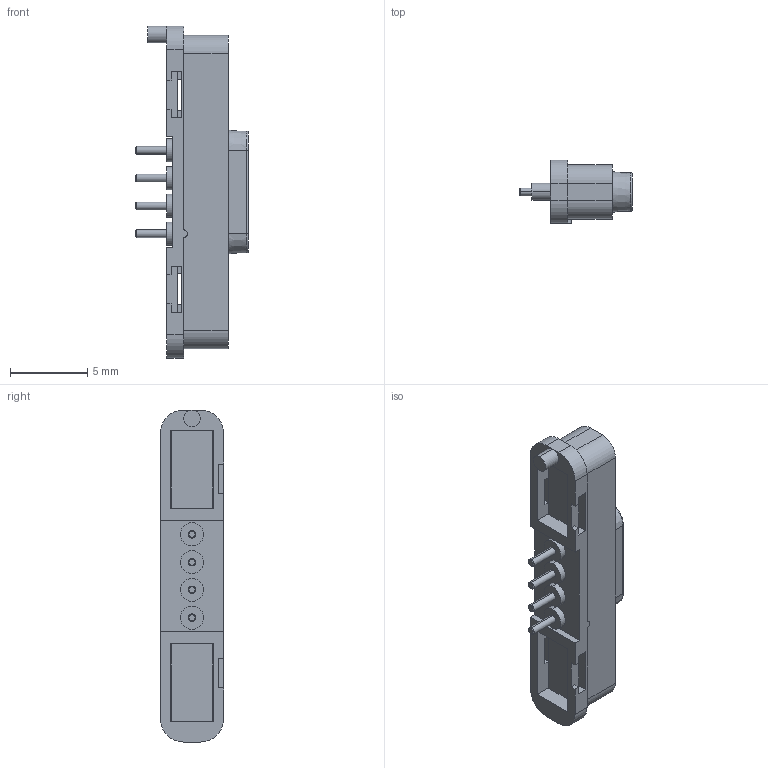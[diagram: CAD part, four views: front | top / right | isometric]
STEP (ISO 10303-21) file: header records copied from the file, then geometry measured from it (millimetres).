
FILE_DESCRIPTION (( 'STEP AP203' ), '1' );
FILE_NAME ('685-L0421250110.STEP', '2023-02-02T10:17:37', ( '' ), ( '' ), 'SwSTEP 2.0', 'SolidWorks 2020', '' );
FILE_SCHEMA (( 'CONFIG_CONTROL_DESIGN' ));
Length unit declared in the file: millimetre
Products named in the file (1): 685-L0421250110
Bounding box: 7.3 x 4.1 x 21.5 mm (x, y, z)
Volume: 275.3 mm3; surface area: 549.6 mm2
Topology: 1 solids, 7 shells, 310 faces, 779 edges, 516 vertices
Faces by surface type: plane 203, cylinder 73, bspline 22, cone 10, torus 2
Entity records: 10240 total; most frequent: CARTESIAN_POINT 2652, ORIENTED_EDGE 1558, DIRECTION 1509, EDGE_CURVE 779, VECTOR 571, LINE 571, VERTEX_POINT 516, AXIS2_PLACEMENT_3D 469
